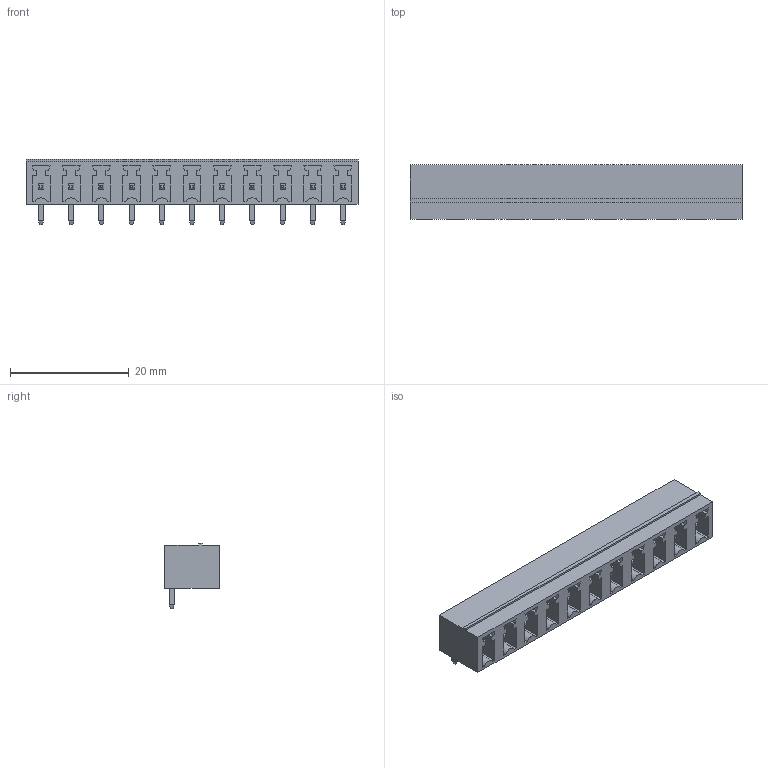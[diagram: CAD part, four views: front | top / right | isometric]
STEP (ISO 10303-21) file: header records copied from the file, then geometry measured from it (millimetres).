
FILE_DESCRIPTION(/* description */ ('model of PhoenixContact_MC-G_11x5.08mm_Angled.'),/* implementation_level */ FILE_NAME(/* name */ 'PhoenixContact_MC-G_11x5.08mm_Angled..stp',/* time_stamp */ '2017-02-27T15:08:57',/* author */ ('Rene Poeschl',''),/* organization */ (''),/* preprocessor_version */ '',/* originating_system */ '',/* authorisation */ '');
FILE_NAME(/* name */ 'PhoenixContact_MC-G_11x5.08mm_Angled..stp',/* time_stamp */ '2017-02-27T15:08:57',/* author */ ('Rene Poeschl',''),/* organization */ (''),/* preprocessor_version */ '',/* originating_system */ '',/* authorisation */ '');
FILE_SCHEMA(('AUTOMOTIVE_DESIGN_CC2 { 1 2 10303 214 -1 1 5 4 }'));
Length unit declared in the file: millimetre
Products named in the file (1): MC_01x11_G_5_08mm
Bounding box: 55.88 x 9.2 x 10.95 mm (x, y, z)
Volume: 2669.6 mm3; surface area: 3833.7 mm2
Topology: 1 solids, 1 shells, 373 faces, 926 edges, 588 vertices
Faces by surface type: plane 362, cylinder 11
Entity records: 25257 total; most frequent: CARTESIAN_POINT 3982, DIRECTION 3361, LINE 2558, VECTOR 2558, ORIENTED_EDGE 1852, PCURVE 1852, DEFINITIONAL_REPRESENTATION 1852, EDGE_CURVE 926
